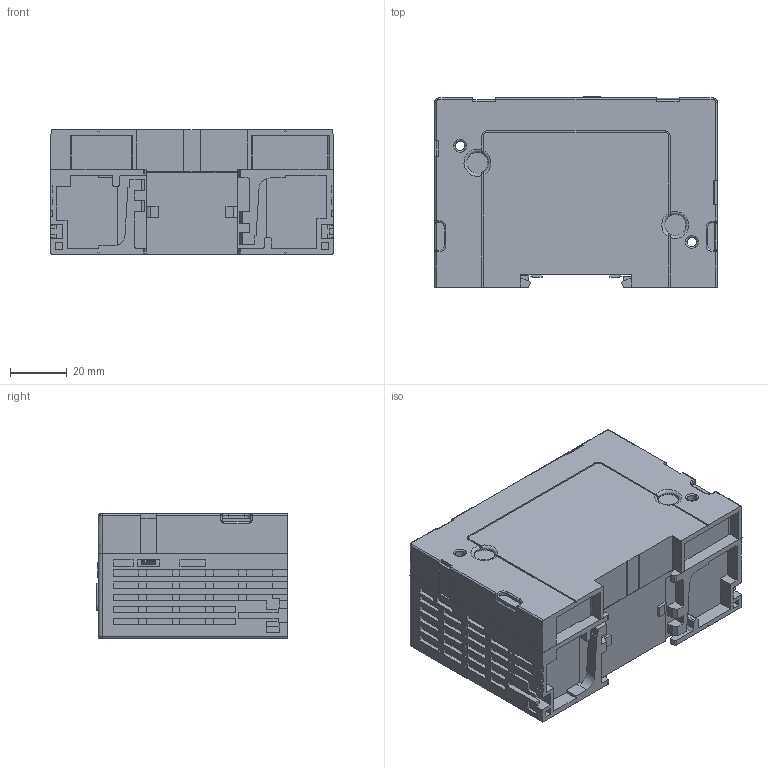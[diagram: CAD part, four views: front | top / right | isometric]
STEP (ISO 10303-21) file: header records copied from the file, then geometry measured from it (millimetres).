
FILE_DESCRIPTION((''),'2;1');
FILE_NAME('OFD500EA_ASM_SW0001','2024-09-26T08:45:50',('FIRARAN'),(''),'CREO PARAMETRIC BY PTC INC, 2022364','CREO PARAMETRIC BY PTC INC, 2022364','');
FILE_SCHEMA(('AUTOMOTIVE_DESIGN { 1 0 10303 214 1 1 1 1 }'));
Length unit declared in the file: millimetre
Products named in the file (1): OFD500EA_ASM_SW0001
Bounding box: 100 x 67.5 x 44 mm (x, y, z)
Volume: 263901.5 mm3; surface area: 36608.1 mm2
Topology: 1 solids, 1 shells, 962 faces, 2649 edges, 1730 vertices
Faces by surface type: plane 762, cylinder 114, cone 30, torus 22, extrusion 16, bspline 12, sphere 6
Entity records: 39892 total; most frequent: CARTESIAN_POINT 8113, ORIENTED_EDGE 5286, DIRECTION 4676, EDGE_CURVE 2643, VECTOR 2207, LINE 2191, VERTEX_POINT 1730, AXIS2_PLACEMENT_3D 1233
